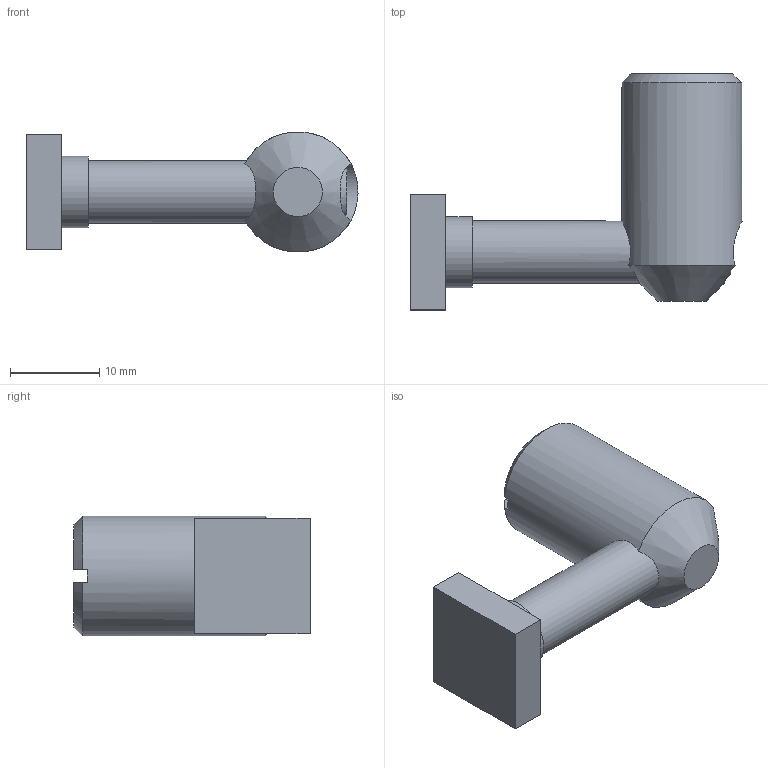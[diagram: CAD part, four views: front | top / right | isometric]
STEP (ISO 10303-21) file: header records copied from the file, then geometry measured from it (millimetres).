
FILE_DESCRIPTION(/* description */ ('Szybkozłączka 40-8'),/* implementation_level */ '2;1');
FILE_NAME(/* name */ '311500.stp',/* time_stamp */ '2022-10-07T07:26:29+02:00',/* author */ ('aluteckkpl_am'),/* organization */ (''),/* preprocessor_version */ 'ST-DEVELOPER v18.1',/* originating_system */ 'Autodesk Inventor 2021',/* authorisation */ '');
FILE_SCHEMA (('CONFIG_CONTROL_DESIGN'));
Length unit declared in the file: millimetre
Products named in the file (2): 311500; 311500_1
Assembly tree (1 placements, depth 2):
  311500
    311500_1
Bounding box: 37.25 x 26.5 x 13.45 mm (x, y, z)
Volume: 4715.6 mm3; surface area: 3372.3 mm2
Topology: 3 solids, 3 shells, 39 faces, 101 edges, 68 vertices
Faces by surface type: plane 28, cylinder 6, cone 5
Full cylindrical faces by diameter (mm): 6.647 x1, 7 x2, 8 x2, 13.5 x1
Entity records: 1392 total; most frequent: CARTESIAN_POINT 358, DIRECTION 203, ORIENTED_EDGE 202, EDGE_CURVE 101, AXIS2_PLACEMENT_3D 73, VERTEX_POINT 68, LINE 57, VECTOR 57
